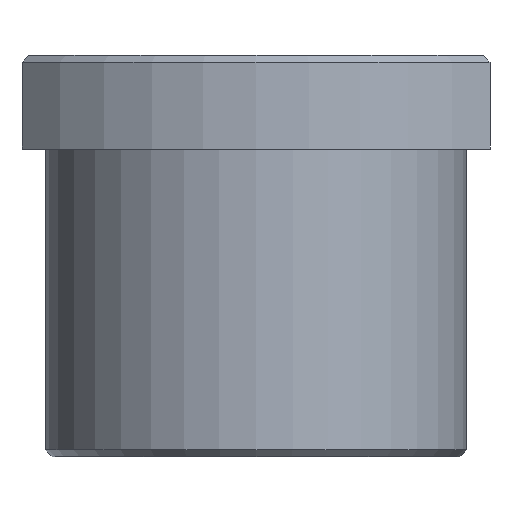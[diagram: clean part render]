
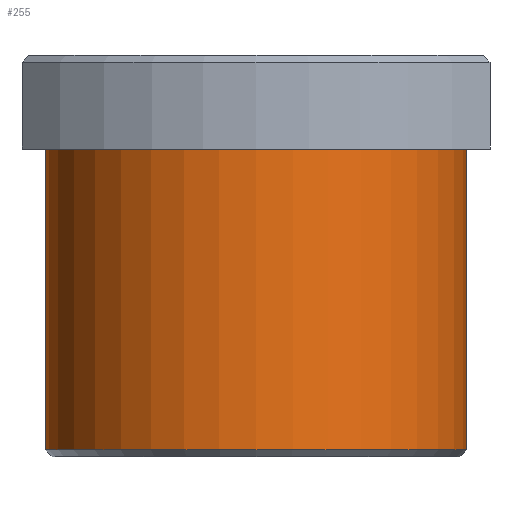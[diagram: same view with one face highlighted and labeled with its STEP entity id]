
A CAD part, front view. The second image highlights one B-rep face of the part: STEP entity #255.
In plain terms, the highlighted cylindrical face has radius 31.5 mm (diameter 63 mm), a full revolution.
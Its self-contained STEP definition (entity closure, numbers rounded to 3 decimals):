
#199=CYLINDRICAL_SURFACE('',#2574,31.5);
#213=CIRCLE('',#2572,31.5);
#214=CIRCLE('',#2573,31.5);
#255=ADVANCED_FACE('',(#666,#667),#199,.T.);
#666=FACE_BOUND('',#773,.T.);
#667=FACE_BOUND('',#774,.T.);
#773=EDGE_LOOP('',(#1051));
#774=EDGE_LOOP('',(#1052));
#1051=ORIENTED_EDGE('',*,*,#1951,.T.);
#1052=ORIENTED_EDGE('',*,*,#1952,.T.);
#1717=VERTEX_POINT('',#3653);
#1718=VERTEX_POINT('',#3655);
#1951=EDGE_CURVE('',#1717,#1717,#213,.T.);
#1952=EDGE_CURVE('',#1718,#1718,#214,.T.);
#2572=AXIS2_PLACEMENT_3D('',#3652,#2796,#2797);
#2573=AXIS2_PLACEMENT_3D('',#3654,#2798,#2799);
#2574=AXIS2_PLACEMENT_3D('',#3656,#2800,#2801);
#2796=DIRECTION('',(0.,0.,1.));
#2797=DIRECTION('',(1.,0.,0.));
#2798=DIRECTION('',(0.,0.,-1.));
#2799=DIRECTION('',(1.,0.,0.));
#2800=DIRECTION('',(0.,0.,-1.));
#2801=DIRECTION('',(-1.,0.,0.));
#3652=CARTESIAN_POINT('',(0.,0.,-59.));
#3653=CARTESIAN_POINT('',(31.5,0.,-59.));
#3654=CARTESIAN_POINT('',(0.,0.,-14.));
#3655=CARTESIAN_POINT('',(31.5,0.,-14.));
#3656=CARTESIAN_POINT('',(0.,0.,0.));
